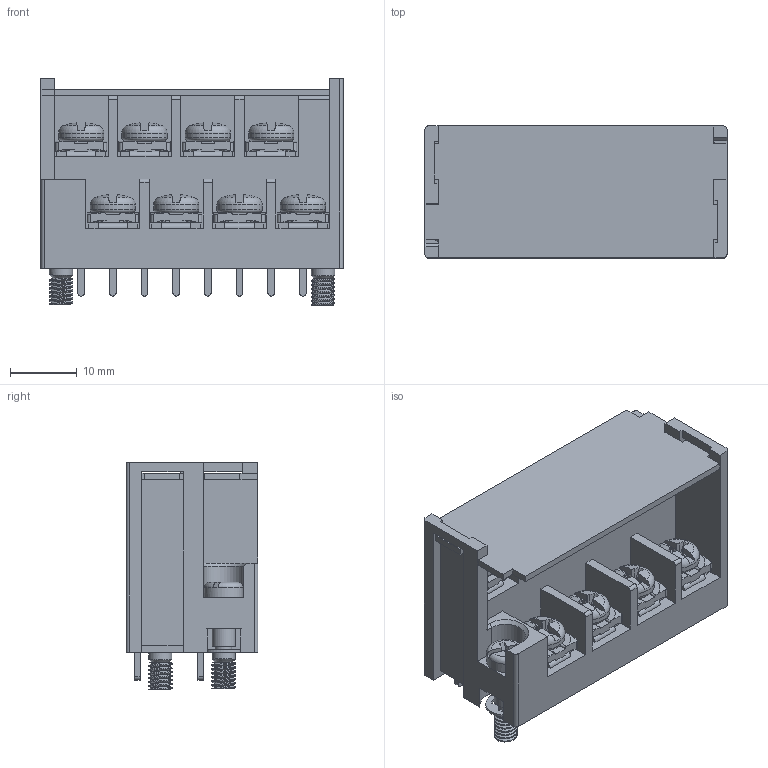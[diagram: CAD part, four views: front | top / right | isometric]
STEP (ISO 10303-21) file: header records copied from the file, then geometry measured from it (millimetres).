
FILE_DESCRIPTION( ( 'Unknown' ), '1' );
FILE_NAME( 'TD4-224104V2.stp', 'Unknown', ( 'Unknown' ), ( 'Unknown' ), 'XStep 1.0', 'Unknown', ' ' );
FILE_SCHEMA( ( 'automotive_design' ) );
Length unit declared in the file: millimetre
Products named in the file (1): 1
Bounding box: 45.38 x 19.8 x 34.1 mm (x, y, z)
Volume: 12871.4 mm3; surface area: 13987.3 mm2
Topology: 1 solids, 2 shells, 1315 faces, 3678 edges, 2425 vertices
Faces by surface type: plane 868, cylinder 311, cone 54, revolution 36, torus 20, sphere 16, bspline 10
Full cylindrical faces by diameter (mm): 0.001 x20, 0.2 x1, 2.495 x1, 2.509 x1, 3.495 x2, 3.509 x2, 4 x2, 5.8 x2, 6.8 x8
Entity records: 56437 total; most frequent: CARTESIAN_POINT 12628, ORIENTED_EDGE 7162, DIRECTION 6568, EDGE_CURVE 3581, VERTEX_POINT 2401, LINE 2220, VECTOR 2220, AXIS2_PLACEMENT_3D 2156
